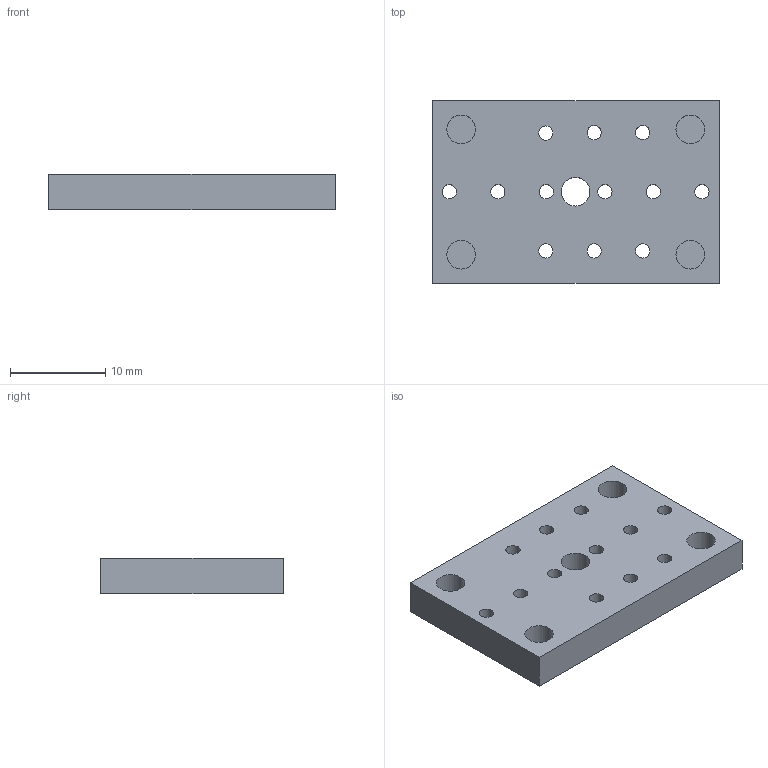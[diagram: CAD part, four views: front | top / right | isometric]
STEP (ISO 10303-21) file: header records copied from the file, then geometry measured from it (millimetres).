
FILE_DESCRIPTION(('FreeCAD Model'),'2;1');
FILE_NAME('Open CASCADE Shape Model','2025-07-15T07:20:05',(''),(''), 'Open CASCADE STEP processor 7.8','FreeCAD','Unknown');
FILE_SCHEMA(('AUTOMOTIVE_DESIGN { 1 0 10303 214 1 1 1 1 }'));
Length unit declared in the file: millimetre
Products named in the file (1): test-base
Bounding box: 30.06 x 19.15 x 3.7 mm (x, y, z)
Volume: 1954 mm3; surface area: 1796.9 mm2
Topology: 1 solids, 1 shells, 27 faces, 63 edges, 42 vertices
Faces by surface type: cylinder 17, plane 10
Full cylindrical faces by diameter (mm): 1.5 x12, 3 x5
Entity records: 867 total; most frequent: DIRECTION 153, CARTESIAN_POINT 133, ORIENTED_EDGE 126, EDGE_CURVE 63, AXIS2_PLACEMENT_3D 62, FACE_BOUND 57, EDGE_LOOP 57, VERTEX_POINT 42
